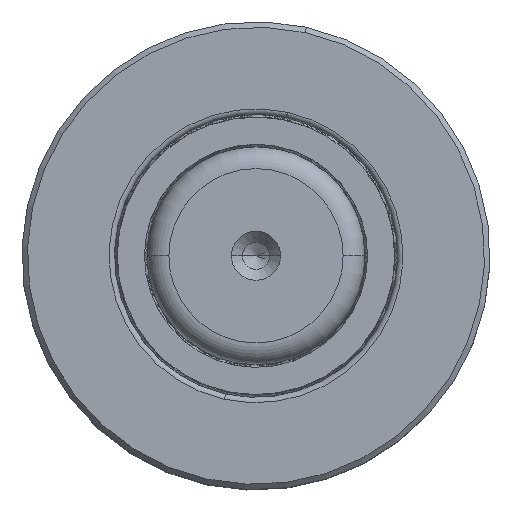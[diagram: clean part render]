
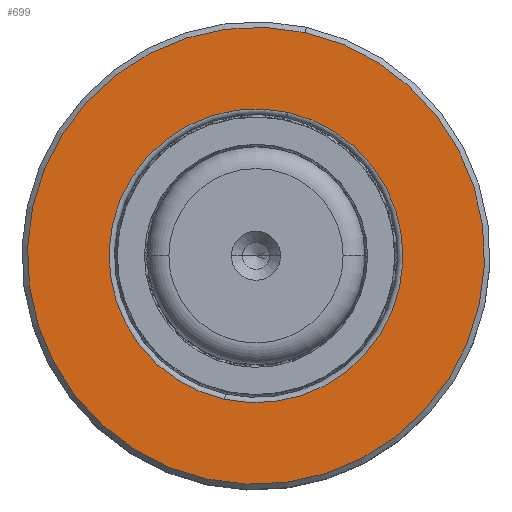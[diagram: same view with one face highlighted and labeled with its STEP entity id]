
A CAD part, top view. The second image highlights one B-rep face of the part: STEP entity #699.
In plain terms, the highlighted face is planar.
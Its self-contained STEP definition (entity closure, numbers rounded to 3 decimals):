
#466 = CIRCLE ( 'NONE', #6380, 21. ) ;
#699 = ADVANCED_FACE ( 'NONE', ( #32386, #7582 ), #10822, .T. ) ;
#1315 = CARTESIAN_POINT ( 'NONE',  ( 0., 10.687, -21. ) ) ;
#2800 = CARTESIAN_POINT ( 'NONE',  ( 21., 10.687, 0. ) ) ;
#3145 = DIRECTION ( 'NONE',  ( 0., 1., 0. ) ) ;
#4385 = EDGE_LOOP ( 'NONE', ( #34379, #29580 ) ) ;
#4587 = DIRECTION ( 'NONE',  ( 0., 0., -1. ) ) ;
#5083 = DIRECTION ( 'NONE',  ( 0., -1., 0. ) ) ;
#6105 = AXIS2_PLACEMENT_3D ( 'NONE', #2800, #3145, #32770 ) ;
#6380 = AXIS2_PLACEMENT_3D ( 'NONE', #12982, #5083, #34565 ) ;
#6845 = VERTEX_POINT ( 'NONE', #33675 ) ;
#7165 = DIRECTION ( 'NONE',  ( 0., -1., 0. ) ) ;
#7187 = CARTESIAN_POINT ( 'NONE',  ( 0., 10.687, -13.5 ) ) ;
#7582 = FACE_OUTER_BOUND ( 'NONE', #20344, .T. ) ;
#7635 = EDGE_CURVE ( 'NONE', #23937, #20396, #27198, .T. ) ;
#8936 = CIRCLE ( 'NONE', #13902, 13.5 ) ;
#10822 = PLANE ( 'NONE',  #6105 ) ;
#12316 = ORIENTED_EDGE ( 'NONE', *, *, #25222, .F. ) ;
#12409 = EDGE_CURVE ( 'NONE', #20396, #23937, #8936, .T. ) ;
#12703 = DIRECTION ( 'NONE',  ( 0., -1., 0. ) ) ;
#12982 = CARTESIAN_POINT ( 'NONE',  ( 0., 10.687, 0. ) ) ;
#13465 = CARTESIAN_POINT ( 'NONE',  ( 0., 10.687, 0. ) ) ;
#13902 = AXIS2_PLACEMENT_3D ( 'NONE', #25930, #7165, #4587 ) ;
#14983 = AXIS2_PLACEMENT_3D ( 'NONE', #25908, #12703, #17866 ) ;
#17653 = AXIS2_PLACEMENT_3D ( 'NONE', #13465, #27136, #26902 ) ;
#17866 = DIRECTION ( 'NONE',  ( 0., 0., -1. ) ) ;
#18911 = CARTESIAN_POINT ( 'NONE',  ( 0., 10.687, 13.5 ) ) ;
#20344 = EDGE_LOOP ( 'NONE', ( #12316, #22984 ) ) ;
#20396 = VERTEX_POINT ( 'NONE', #18911 ) ;
#22709 = CIRCLE ( 'NONE', #14983, 21. ) ;
#22984 = ORIENTED_EDGE ( 'NONE', *, *, #29288, .F. ) ;
#23937 = VERTEX_POINT ( 'NONE', #7187 ) ;
#25222 = EDGE_CURVE ( 'NONE', #33907, #6845, #466, .T. ) ;
#25908 = CARTESIAN_POINT ( 'NONE',  ( 0., 10.687, 0. ) ) ;
#25930 = CARTESIAN_POINT ( 'NONE',  ( 0., 10.687, 0. ) ) ;
#26902 = DIRECTION ( 'NONE',  ( 0., 0., -1. ) ) ;
#27136 = DIRECTION ( 'NONE',  ( 0., -1., 0. ) ) ;
#27198 = CIRCLE ( 'NONE', #17653, 13.5 ) ;
#29288 = EDGE_CURVE ( 'NONE', #6845, #33907, #22709, .T. ) ;
#29580 = ORIENTED_EDGE ( 'NONE', *, *, #12409, .T. ) ;
#32386 = FACE_BOUND ( 'NONE', #4385, .T. ) ;
#32770 = DIRECTION ( 'NONE',  ( 0., 0., 1. ) ) ;
#33675 = CARTESIAN_POINT ( 'NONE',  ( 0., 10.687, 21. ) ) ;
#33907 = VERTEX_POINT ( 'NONE', #1315 ) ;
#34379 = ORIENTED_EDGE ( 'NONE', *, *, #7635, .T. ) ;
#34565 = DIRECTION ( 'NONE',  ( 0., 0., -1. ) ) ;
